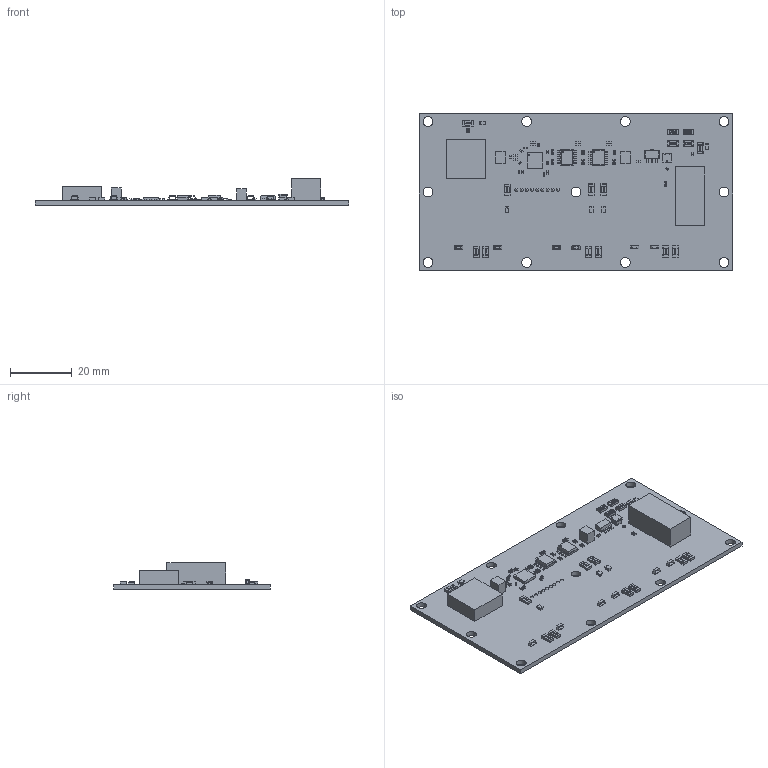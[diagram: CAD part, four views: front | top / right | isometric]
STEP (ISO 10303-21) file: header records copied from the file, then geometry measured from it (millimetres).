
FILE_DESCRIPTION(('Open CASCADE Model'),'2;1');
FILE_NAME('Open CASCADE Shape Model','2019-09-05T11:45:15',('Author'),( 'Open CASCADE'),'Open CASCADE STEP processor 6.8','Open CASCADE 6.8' ,'Unknown');
FILE_SCHEMA(('AUTOMOTIVE_DESIGN { 1 0 10303 214 1 1 1 1 }'));
Length unit declared in the file: millimetre
Products named in the file (107): PCB; Board; R13; User_Library-RES_3216-1206; R11; R10; C32; C1206; C31; C30; C29; C28; C27; C16; C0402; S4Lo; 5891789760; Sphere; S4Rf; S4Hi; S3Rf; S3Lo; S3Hi; U5; User_Library-SOT89-3; U4; CP_32_2; 5891789568; Extruded; U2; User_Library-SOIC_for_3DCCSOIC127P600X175-8; U1; T1; 5891789184; S2Rf; S2Hi; S2Lo; R12; R9; R0402 ...
Assembly tree (169 placements, depth 4):
  PCB
    Board
    R13
      User_Library-RES_3216-1206
    R11
      User_Library-RES_3216-1206
    R10
      User_Library-RES_3216-1206
    C32
      C1206
    C31
      C1206
    C30
      C1206
    C29
      C1206
    C28
      C1206
    C27
      C1206
    C16
      C0402
    S4Lo
      5891789760
        Sphere
    S4Rf
      5891789760
        Sphere
    S4Hi
      5891789760
        Sphere
    S3Rf
      5891789760
        Sphere
    S3Lo
      5891789760
        Sphere
    S3Hi
      5891789760
        Sphere
    U5
      User_Library-SOT89-3
    U4
      CP_32_2
      5891789568
        Extruded
    U2
      User_Library-SOIC_for_3DCCSOIC127P600X175-8
    U1
      User_Library-SOIC_for_3DCCSOIC127P600X175-8
    T1
      5891789184
        Extruded
    S2Rf
      5891789760
        Sphere
    S2Hi
      5891789760
        Sphere
    S2Lo
Bounding box: 101.6 x 50.8 x 8.7 mm (x, y, z)
Volume: 10408.2 mm3; surface area: 13367.8 mm2
Topology: 189 solids, 426 shells, 5894 faces, 15851 edges, 10072 vertices
Faces by surface type: plane 3665, cylinder 1468, sphere 521, torus 140, bspline 96, revolution 4
Full cylindrical faces by diameter (mm): 0.25 x1, 3.175 x11
Entity records: 40211 total; most frequent: CARTESIAN_POINT 8305, DIRECTION 5138, ORIENTED_EDGE 4652, EDGE_CURVE 2773, LINE 2250, VECTOR 2250, VERTEX_POINT 2077, AXIS2_PLACEMENT_3D 1442
